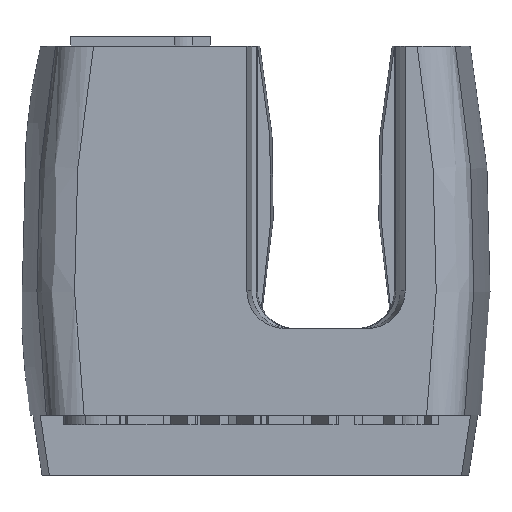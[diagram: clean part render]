
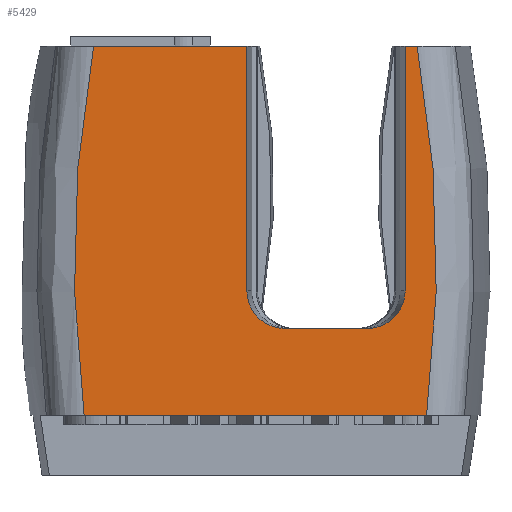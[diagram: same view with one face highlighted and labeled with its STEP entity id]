
A CAD part, left-side view. The second image highlights one B-rep face of the part: STEP entity #5429.
In plain terms, the highlighted planar face has unit normal (-1, 0, 0).
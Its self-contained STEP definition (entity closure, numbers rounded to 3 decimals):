
#25=ELLIPSE('',#5698,2.001,2.);
#26=ELLIPSE('',#5701,2.001,2.);
#198=B_SPLINE_CURVE_WITH_KNOTS('',3,(#9638,#9639,#9640,#9641),
 .UNSPECIFIED.,.F.,.F.,(4,4),(0.162,2.128),
 .UNSPECIFIED.);
#199=B_SPLINE_CURVE_WITH_KNOTS('',3,(#9644,#9645,#9646,#9647),
 .UNSPECIFIED.,.F.,.F.,(4,4),(0.486,2.451),
 .UNSPECIFIED.);
#407=PLANE('',#5764);
#684=FACE_OUTER_BOUND('',#998,.T.);
#998=EDGE_LOOP('',(#5007,#5008,#5009,#5010,#5011,#5012,#5013,#5014,#5015,
#5016));
#1092=LINE('',#7204,#1695);
#1587=LINE('',#8909,#2190);
#1600=LINE('',#9056,#2203);
#1606=LINE('',#9080,#2209);
#1647=LINE('',#9285,#2250);
#1670=LINE('',#9648,#2273);
#1695=VECTOR('',#5842,10.);
#2190=VECTOR('',#6725,10.);
#2203=VECTOR('',#6772,10.);
#2209=VECTOR('',#6784,10.);
#2250=VECTOR('',#6891,10.);
#2273=VECTOR('',#6972,10.);
#2311=VERTEX_POINT('',#7150);
#2312=VERTEX_POINT('',#7203);
#2693=VERTEX_POINT('',#8854);
#2695=VERTEX_POINT('',#8908);
#2713=VERTEX_POINT('',#9049);
#2714=VERTEX_POINT('',#9051);
#2715=VERTEX_POINT('',#9055);
#2719=VERTEX_POINT('',#9073);
#2720=VERTEX_POINT('',#9075);
#2769=VERTEX_POINT('',#9284);
#2825=EDGE_CURVE('',#2312,#2311,#1092,.T.);
#3398=EDGE_CURVE('',#2695,#2693,#1587,.T.);
#3422=EDGE_CURVE('',#2713,#2714,#25,.T.);
#3424=EDGE_CURVE('',#2715,#2714,#1600,.T.);
#3429=EDGE_CURVE('',#2719,#2720,#26,.T.);
#3432=EDGE_CURVE('',#2719,#2312,#1606,.T.);
#3499=EDGE_CURVE('',#2769,#2715,#1647,.T.);
#3551=EDGE_CURVE('',#2769,#2693,#198,.T.);
#3552=EDGE_CURVE('',#2695,#2311,#199,.T.);
#3553=EDGE_CURVE('',#2713,#2720,#1670,.T.);
#5007=ORIENTED_EDGE('',*,*,#3432,.T.);
#5008=ORIENTED_EDGE('',*,*,#2825,.T.);
#5009=ORIENTED_EDGE('',*,*,#3552,.F.);
#5010=ORIENTED_EDGE('',*,*,#3398,.T.);
#5011=ORIENTED_EDGE('',*,*,#3551,.F.);
#5012=ORIENTED_EDGE('',*,*,#3499,.T.);
#5013=ORIENTED_EDGE('',*,*,#3424,.T.);
#5014=ORIENTED_EDGE('',*,*,#3422,.F.);
#5015=ORIENTED_EDGE('',*,*,#3553,.T.);
#5016=ORIENTED_EDGE('',*,*,#3429,.F.);
#5429=ADVANCED_FACE('',(#684),#407,.T.);
#5698=AXIS2_PLACEMENT_3D('',#9052,#6767,#6768);
#5701=AXIS2_PLACEMENT_3D('',#9076,#6778,#6779);
#5764=AXIS2_PLACEMENT_3D('',#9643,#6970,#6971);
#5842=DIRECTION('',(0.,1.,0.));
#6725=DIRECTION('',(0.,-1.,0.));
#6767=DIRECTION('center_axis',(-1.,0.,0.));
#6768=DIRECTION('ref_axis',(0.,-1.,0.));
#6772=DIRECTION('',(0.,0.,-1.));
#6778=DIRECTION('center_axis',(-1.,0.,0.));
#6779=DIRECTION('ref_axis',(0.,1.,0.));
#6784=DIRECTION('',(0.,0.,1.));
#6891=DIRECTION('',(0.,1.,0.));
#6970=DIRECTION('center_axis',(-1.,0.,0.));
#6971=DIRECTION('ref_axis',(0.,0.,1.));
#6972=DIRECTION('',(0.,1.,0.));
#7150=CARTESIAN_POINT('',(-30.,8.591,22.8));
#7203=CARTESIAN_POINT('',(-30.,0.45,22.8));
#7204=CARTESIAN_POINT('',(-30.,-12.5,22.8));
#8854=CARTESIAN_POINT('',(-30.,-9.092,3.2));
#8908=CARTESIAN_POINT('',(-30.,9.092,3.2));
#8909=CARTESIAN_POINT('',(-30.,-12.5,3.2));
#9049=CARTESIAN_POINT('',(-30.,-5.949,7.8));
#9051=CARTESIAN_POINT('',(-30.,-7.95,9.8));
#9052=CARTESIAN_POINT('Origin',(-30.,-5.949,9.8));
#9055=CARTESIAN_POINT('',(-30.,-7.95,22.8));
#9056=CARTESIAN_POINT('',(-30.,-7.95,11.4));
#9073=CARTESIAN_POINT('',(-30.,0.45,9.8));
#9075=CARTESIAN_POINT('',(-30.,-1.551,7.8));
#9076=CARTESIAN_POINT('Origin',(-30.,-1.551,9.8));
#9080=CARTESIAN_POINT('',(-30.,0.45,11.4));
#9284=CARTESIAN_POINT('',(-30.,-8.591,22.8));
#9285=CARTESIAN_POINT('',(-30.,-12.5,22.8));
#9638=CARTESIAN_POINT('Ctrl Pts',(-30.,-8.591,22.8));
#9639=CARTESIAN_POINT('Ctrl Pts',(-30.,-9.771,16.35));
#9640=CARTESIAN_POINT('Ctrl Pts',(-30.,-9.942,9.708));
#9641=CARTESIAN_POINT('Ctrl Pts',(-30.,-9.092,3.2));
#9643=CARTESIAN_POINT('Origin',(-30.,-12.5,0.));
#9644=CARTESIAN_POINT('Ctrl Pts',(-30.,9.092,3.2));
#9645=CARTESIAN_POINT('Ctrl Pts',(-30.,9.942,9.708));
#9646=CARTESIAN_POINT('Ctrl Pts',(-30.,9.771,16.35));
#9647=CARTESIAN_POINT('Ctrl Pts',(-30.,8.591,22.8));
#9648=CARTESIAN_POINT('',(-30.,-8.125,7.8));
